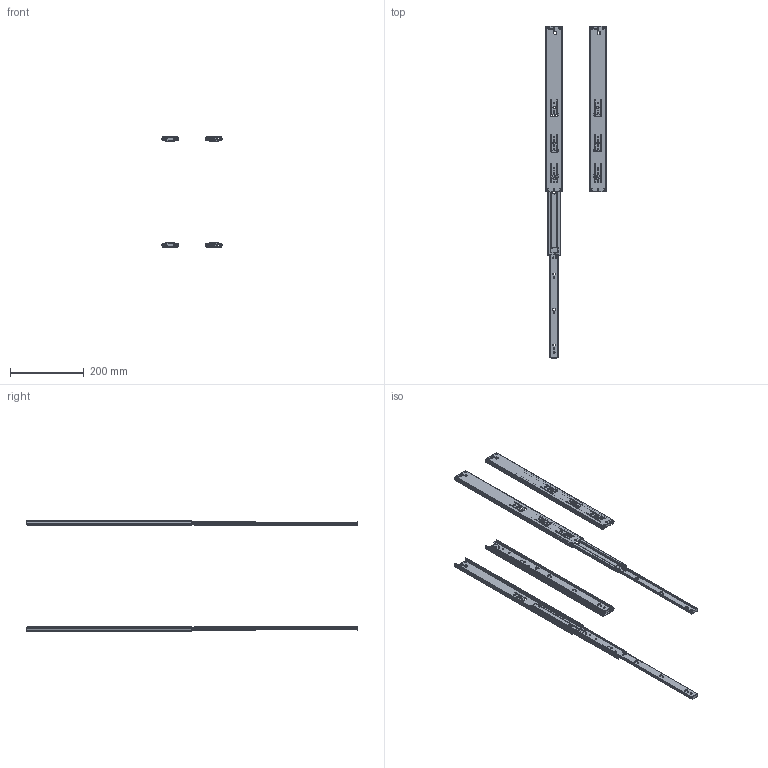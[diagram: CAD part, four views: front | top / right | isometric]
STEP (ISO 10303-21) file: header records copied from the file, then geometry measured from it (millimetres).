
FILE_DESCRIPTION( ( 'Unknown' ), '1' );
FILE_NAME( '35D65-450.stp', 'Unknown', ( 'Unknown' ), ( 'Unknown' ), 'PSStep 14.0', 'Unknown', ' ' );
FILE_SCHEMA( ( 'AUTOMOTIVE_DESIGN { 1 0 10303 214 1 1 1 1 }' ) );
Length unit declared in the file: millimetre
Products named in the file (9): 35D65-450A_mir1; 35D65P10_mir1; 35D65P20_mir1; 35D65P30_mir1; 35D65-450A_mir; 35D65P10_mir; 35D65P20_mir; 35D65P30_mir; Assem1
Assembly tree (14 placements, depth 3):
  Assem1
    35D65P10_mir
    35D65P20_mir
    35D65P30_mir
    35D65P20_mir1
    35D65P10_mir1
    35D65P30_mir1
    35D65-450A_mir
      35D65P10_mir
      35D65P20_mir
      35D65P30_mir
    35D65-450A_mir1
      35D65P10_mir1
      35D65P20_mir1
      35D65P30_mir1
Bounding box: 163.61 x 898.18 x 300 mm (x, y, z)
Volume: 292705.9 mm3; surface area: 497914.5 mm2
Topology: 12 solids, 12 shells, 1500 faces, 4502 edges, 3014 vertices
Faces by surface type: plane 940, cylinder 552, cone 8
Full cylindrical faces by diameter (mm): 2.2 x4, 3 x4, 3.2 x4, 3.5 x8, 4.5 x4, 4.6 x28, 5 x40, 6.4 x12
Entity records: 31284 total; most frequent: CARTESIAN_POINT 4439, ORIENTED_EDGE 4304, DIRECTION 4260, EDGE_CURVE 2152, LINE 1562, VECTOR 1562, VERTEX_POINT 1464, AXIS2_PLACEMENT_3D 1349
